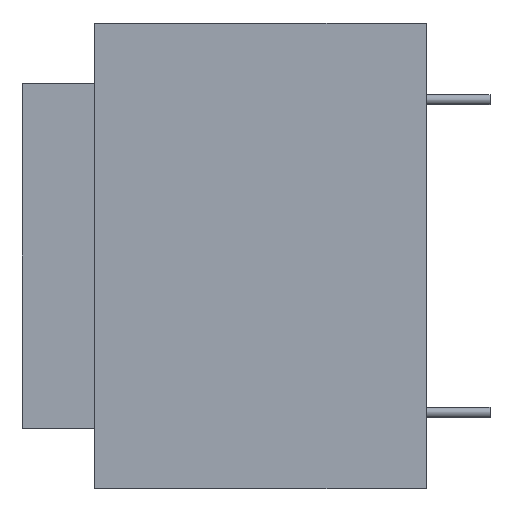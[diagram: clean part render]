
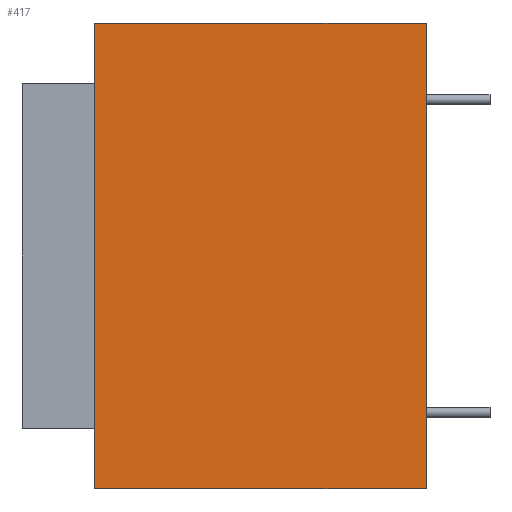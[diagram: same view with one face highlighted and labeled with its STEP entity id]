
A CAD part, left-side view. The second image highlights one B-rep face of the part: STEP entity #417.
In plain terms, the highlighted planar face has unit normal (-1, 0, 0).
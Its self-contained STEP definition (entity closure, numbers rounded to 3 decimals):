
#8 = DIRECTION ( 'NONE',  ( 0., 0., -1. ) ) ;
#20 = VECTOR ( 'NONE', #785, 1000. ) ;
#43 = VECTOR ( 'NONE', #355, 1000. ) ;
#61 = EDGE_CURVE ( 'Defeature ausgef�hrt1_21+Defeature ausgef�hrt1_20+Defeature ausgef�hrt1_19+Defeature ausgef�hrt1_17', #449, #152, #617, .T. ) ;
#65 = CARTESIAN_POINT ( 'NONE',  ( -22.1, -17.65, 18.6 ) ) ;
#103 = ORIENTED_EDGE ( 'NONE', *, *, #166, .F. ) ;
#119 = CARTESIAN_POINT ( 'NONE',  ( -22.1, -17.65, 18.6 ) ) ;
#133 = DIRECTION ( 'NONE',  ( 0., -1., 0. ) ) ;
#146 = PLANE ( 'NONE',  #538 ) ;
#152 = VERTEX_POINT ( 'NONE', #600 ) ;
#166 = EDGE_CURVE ( 'Defeature ausgef�hrt1_16+Defeature ausgef�hrt1_20+Defeature ausgef�hrt1_17+Defeature ausgef�hrt1_19', #517, #607, #493, .T. ) ;
#188 = ORIENTED_EDGE ( 'NONE', *, *, #856, .F. ) ;
#241 = ORIENTED_EDGE ( 'NONE', *, *, #721, .F. ) ;
#244 = CARTESIAN_POINT ( 'NONE',  ( -22.1, -17.65, -9.3 ) ) ;
#268 = LINE ( 'NONE', #526, #20 ) ;
#343 = DIRECTION ( 'NONE',  ( 1., 0., 0. ) ) ;
#355 = DIRECTION ( 'NONE',  ( 0., 1., 0. ) ) ;
#417 = ADVANCED_FACE ( 'Defeature ausgef�hrt1_20', ( #768 ), #146, .F. ) ;
#428 = LINE ( 'NONE', #244, #644 ) ;
#449 = VERTEX_POINT ( 'NONE', #622 ) ;
#469 = EDGE_LOOP ( 'NONE', ( #818, #241, #103, #188 ) ) ;
#481 = CARTESIAN_POINT ( 'NONE',  ( -22.1, -17.65, -9.3 ) ) ;
#493 = LINE ( 'NONE', #65, #815 ) ;
#517 = VERTEX_POINT ( 'NONE', #615 ) ;
#526 = CARTESIAN_POINT ( 'NONE',  ( -22.1, 8.85, -9.3 ) ) ;
#538 = AXIS2_PLACEMENT_3D ( 'NONE', #481, #343, #8 ) ;
#600 = CARTESIAN_POINT ( 'NONE',  ( -22.1, 8.85, -18.6 ) ) ;
#607 = VERTEX_POINT ( 'NONE', #119 ) ;
#615 = CARTESIAN_POINT ( 'NONE',  ( -22.1, 8.85, 18.6 ) ) ;
#617 = LINE ( 'NONE', #690, #43 ) ;
#622 = CARTESIAN_POINT ( 'NONE',  ( -22.1, -17.65, -18.6 ) ) ;
#644 = VECTOR ( 'NONE', #854, 1000. ) ;
#690 = CARTESIAN_POINT ( 'NONE',  ( -22.1, -17.65, -18.6 ) ) ;
#721 = EDGE_CURVE ( 'Defeature ausgef�hrt1_19+Defeature ausgef�hrt1_20+Defeature ausgef�hrt1_16+Defeature ausgef�hrt1_21', #607, #449, #428, .T. ) ;
#768 = FACE_OUTER_BOUND ( 'NONE', #469, .T. ) ;
#785 = DIRECTION ( 'NONE',  ( 0., 0., 1. ) ) ;
#815 = VECTOR ( 'NONE', #133, 1000. ) ;
#818 = ORIENTED_EDGE ( 'NONE', *, *, #61, .F. ) ;
#854 = DIRECTION ( 'NONE',  ( 0., 0., -1. ) ) ;
#856 = EDGE_CURVE ( 'Defeature ausgef�hrt1_17+Defeature ausgef�hrt1_20+Defeature ausgef�hrt1_21+Defeature ausgef�hrt1_16', #152, #517, #268, .T. ) ;
